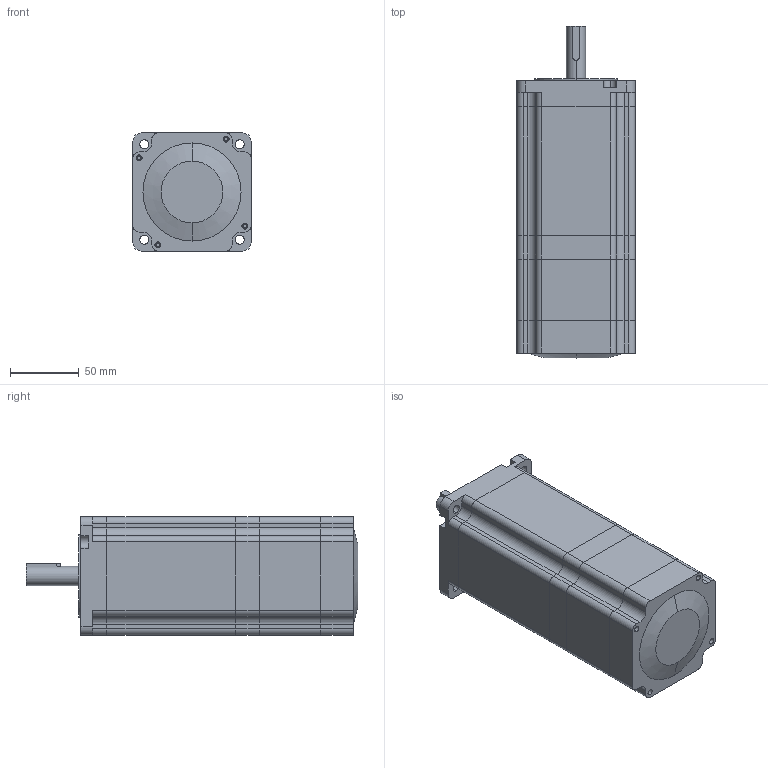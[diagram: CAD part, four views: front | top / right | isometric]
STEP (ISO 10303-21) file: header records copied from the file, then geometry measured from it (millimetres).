
FILE_DESCRIPTION (( 'STEP AP214' ), '1' );
FILE_NAME ('86HSM128D-K1440-BZ.STEP', '2025-02-13T07:28:35', ( '' ), ( '' ), 'SwSTEP 2.0', 'SolidWorks 2023', '' );
FILE_SCHEMA (( 'AUTOMOTIVE_DESIGN' ));
Length unit declared in the file: millimetre
Products named in the file (7): 86HSM128D-K1440-BZ; 86A8EC-Z端盖; 86A8EC-Z后罩; 86A8EC-Z刹车; 86A8EC-Z键; 86A8EC-Z定子; 86A8EC-Z后端盖
Assembly tree (6 placements, depth 2):
  86HSM128D-K1440-BZ
    86A8EC-Z定子
    86A8EC-Z后端盖
    86A8EC-Z刹车
    86A8EC-Z后罩
    86A8EC-Z端盖
    86A8EC-Z键
Bounding box: 86 x 241.9 x 86 mm (x, y, z)
Volume: 560044.1 mm3; surface area: 169996.4 mm2
Topology: 6 solids, 6 shells, 307 faces, 820 edges, 547 vertices
Faces by surface type: cylinder 172, plane 133, cone 2
Entity records: 10036 total; most frequent: DIRECTION 1800, CARTESIAN_POINT 1721, ORIENTED_EDGE 1640, EDGE_CURVE 820, AXIS2_PLACEMENT_3D 668, VERTEX_POINT 547, LINE 464, VECTOR 464
